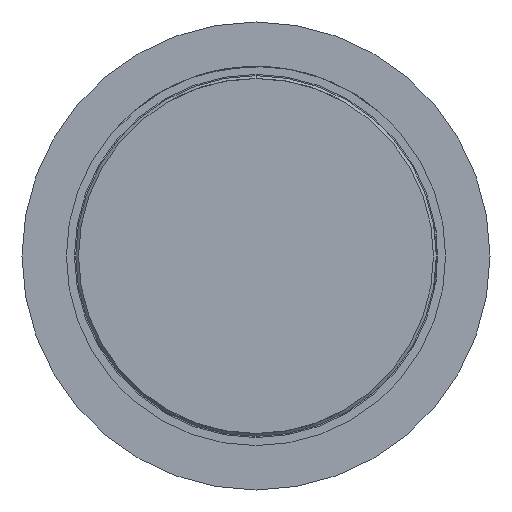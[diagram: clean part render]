
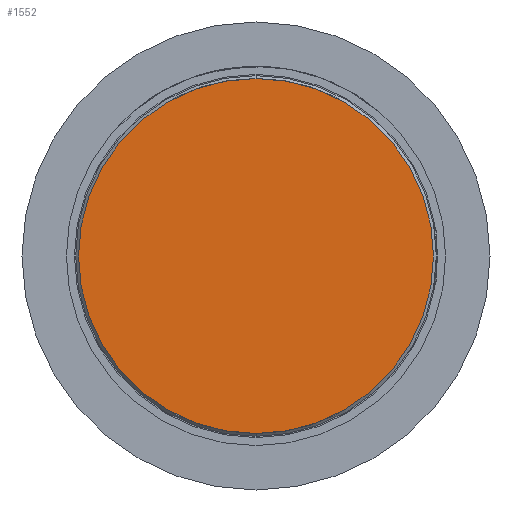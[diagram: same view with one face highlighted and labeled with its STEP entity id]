
A CAD part, front view. The second image highlights one B-rep face of the part: STEP entity #1552.
In plain terms, the highlighted planar face has unit normal (0, -1, 0).
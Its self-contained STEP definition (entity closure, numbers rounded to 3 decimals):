
#48 = VERTEX_POINT ( 'NONE', #1284 ) ;
#284 = AXIS2_PLACEMENT_3D ( 'NONE', #6184, #3511, #5198 ) ;
#884 = CIRCLE ( 'NONE', #1994, 2.2 ) ;
#1201 = DIRECTION ( 'NONE',  ( -1., 0., 0. ) ) ;
#1260 = EDGE_LOOP ( 'NONE', ( #1902, #3982 ) ) ;
#1284 = CARTESIAN_POINT ( 'NONE',  ( -2.2, 0., 0. ) ) ;
#1552 = ADVANCED_FACE ( 'Defeature ausgef�hrt1_7', ( #2366 ), #6720, .F. ) ;
#1902 = ORIENTED_EDGE ( 'NONE', *, *, #3045, .T. ) ;
#1994 = AXIS2_PLACEMENT_3D ( 'NONE', #3872, #2311, #1201 ) ;
#2153 = CARTESIAN_POINT ( 'NONE',  ( 2.2, 0., 0. ) ) ;
#2311 = DIRECTION ( 'NONE',  ( 0., -1., 0. ) ) ;
#2366 = FACE_OUTER_BOUND ( 'NONE', #1260, .T. ) ;
#3045 = EDGE_CURVE ( 'Defeature ausgef�hrt1_7+Defeature ausgef�hrt1_14+Defeature ausgef�hrt1_14+Defeature ausgef�hrt1_14', #48, #4280, #884, .T. ) ;
#3511 = DIRECTION ( 'NONE',  ( 0., -1., 0. ) ) ;
#3666 = EDGE_CURVE ( 'Defeature ausgef�hrt1_7+Defeature ausgef�hrt1_14+Defeature ausgef�hrt1_14+Defeature ausgef�hrt1_14', #4280, #48, #3857, .T. ) ;
#3857 = CIRCLE ( 'NONE', #284, 2.2 ) ;
#3872 = CARTESIAN_POINT ( 'NONE',  ( 0., 0., 0. ) ) ;
#3982 = ORIENTED_EDGE ( 'NONE', *, *, #3666, .T. ) ;
#4178 = AXIS2_PLACEMENT_3D ( 'NONE', #4470, #4419, #5033 ) ;
#4280 = VERTEX_POINT ( 'NONE', #2153 ) ;
#4419 = DIRECTION ( 'NONE',  ( 0., 1., 0. ) ) ;
#4470 = CARTESIAN_POINT ( 'NONE',  ( 0., 0., -1.9 ) ) ;
#5033 = DIRECTION ( 'NONE',  ( 1., 0., 0. ) ) ;
#5198 = DIRECTION ( 'NONE',  ( -1., 0., 0. ) ) ;
#6184 = CARTESIAN_POINT ( 'NONE',  ( 0., 0., 0. ) ) ;
#6720 = PLANE ( 'NONE',  #4178 ) ;
